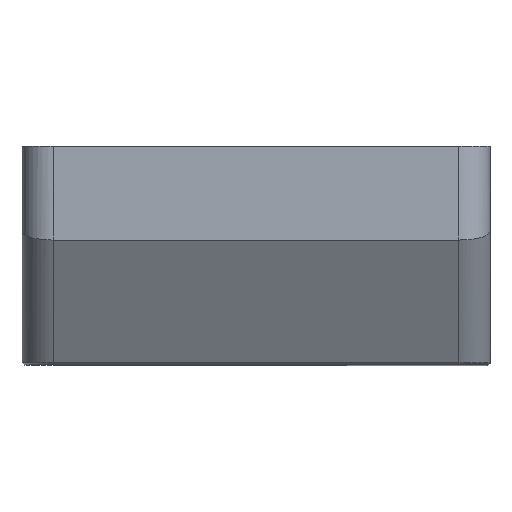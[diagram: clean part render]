
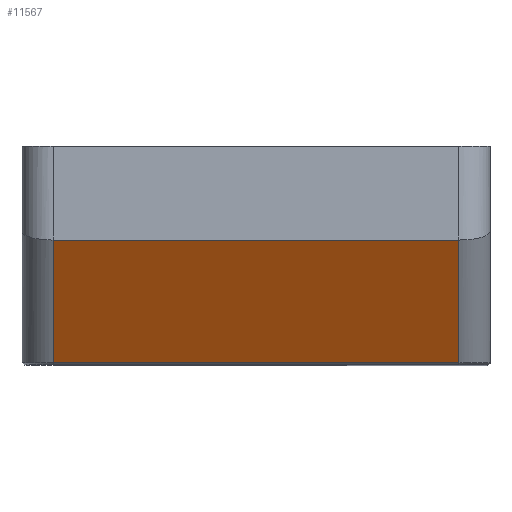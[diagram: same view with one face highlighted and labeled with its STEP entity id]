
A CAD part, top view. The second image highlights one B-rep face of the part: STEP entity #11567.
In plain terms, the highlighted planar face has unit normal (0, -0.5, 0.866).
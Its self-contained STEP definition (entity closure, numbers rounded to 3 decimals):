
#10823 = VERTEX_POINT('',#10824);
#10824 = CARTESIAN_POINT('',(67.848,-18.054,
    17.653));
#10841 = CYLINDRICAL_SURFACE('',#10842,5.);
#10842 = AXIS2_PLACEMENT_3D('',#10843,#10844,#10845);
#10843 = CARTESIAN_POINT('',(67.848,-17.493,
    12.203));
#10844 = DIRECTION('',(0.,0.866,0.5));
#10845 = DIRECTION('',(0.707,-0.354,0.612));
#10890 = PLANE('',#10891);
#10891 = AXIS2_PLACEMENT_3D('',#10892,#10893,#10894);
#10892 = CARTESIAN_POINT('',(33.577,-18.227,
    17.353));
#10893 = DIRECTION('',(0.,-0.866,0.5));
#10894 = DIRECTION('',(0.,-0.5,-0.866));
#10933 = EDGE_CURVE('',#10823,#10934,#10936,.T.);
#10934 = VERTEX_POINT('',#10935);
#10935 = CARTESIAN_POINT('',(2.848,-18.054,
    17.653));
#10936 = SURFACE_CURVE('',#10937,(#10941,#10948),.PCURVE_S1.);
#10937 = LINE('',#10938,#10939);
#10938 = CARTESIAN_POINT('',(33.577,-18.054,
    17.653));
#10939 = VECTOR('',#10940,1.);
#10940 = DIRECTION('',(-1.,0.,0.));
#10941 = PCURVE('',#10890,#10942);
#10942 = DEFINITIONAL_REPRESENTATION('',(#10943),#10947);
#10943 = LINE('',#10944,#10945);
#10944 = CARTESIAN_POINT('',(-0.346,0.));
#10945 = VECTOR('',#10946,1.);
#10946 = DIRECTION('',(0.,-1.));
#10947 = ( GEOMETRIC_REPRESENTATION_CONTEXT(2) 
PARAMETRIC_REPRESENTATION_CONTEXT() REPRESENTATION_CONTEXT('2D SPACE',''
  ) );
#10948 = PCURVE('',#10949,#10954);
#10949 = PLANE('',#10950);
#10950 = AXIS2_PLACEMENT_3D('',#10951,#10952,#10953);
#10951 = CARTESIAN_POINT('',(21.667,-8.4,
    23.226));
#10952 = DIRECTION('',(0.,-0.5,0.866));
#10953 = DIRECTION('',(1.,0.,0.));
#10954 = DEFINITIONAL_REPRESENTATION('',(#10955),#10959);
#10955 = LINE('',#10956,#10957);
#10956 = CARTESIAN_POINT('',(11.91,-11.147));
#10957 = VECTOR('',#10958,1.);
#10958 = DIRECTION('',(-1.,0.));
#10959 = ( GEOMETRIC_REPRESENTATION_CONTEXT(2) 
PARAMETRIC_REPRESENTATION_CONTEXT() REPRESENTATION_CONTEXT('2D SPACE',''
  ) );
#11100 = CYLINDRICAL_SURFACE('',#11101,5.);
#11101 = AXIS2_PLACEMENT_3D('',#11102,#11103,#11104);
#11102 = CARTESIAN_POINT('',(2.848,-14.679,
    13.828));
#11103 = DIRECTION('',(0.,-0.866,-0.5));
#11104 = DIRECTION('',(-0.707,-0.354,0.612));
#11478 = EDGE_CURVE('',#10934,#11479,#11481,.T.);
#11479 = VERTEX_POINT('',#11480);
#11480 = CARTESIAN_POINT('',(2.848,1.6,29.));
#11481 = SURFACE_CURVE('',#11482,(#11486,#11493),.PCURVE_S1.);
#11482 = LINE('',#11483,#11484);
#11483 = CARTESIAN_POINT('',(2.848,-17.179,
    18.158));
#11484 = VECTOR('',#11485,1.);
#11485 = DIRECTION('',(0.,0.866,0.5));
#11486 = PCURVE('',#11100,#11487);
#11487 = DEFINITIONAL_REPRESENTATION('',(#11488),#11492);
#11488 = LINE('',#11489,#11490);
#11489 = CARTESIAN_POINT('',(-0.785,0.));
#11490 = VECTOR('',#11491,1.);
#11491 = DIRECTION('',(0.,-1.));
#11492 = ( GEOMETRIC_REPRESENTATION_CONTEXT(2) 
PARAMETRIC_REPRESENTATION_CONTEXT() REPRESENTATION_CONTEXT('2D SPACE',''
  ) );
#11493 = PCURVE('',#10949,#11494);
#11494 = DEFINITIONAL_REPRESENTATION('',(#11495),#11499);
#11495 = LINE('',#11496,#11497);
#11496 = CARTESIAN_POINT('',(-18.82,-10.137));
#11497 = VECTOR('',#11498,1.);
#11498 = DIRECTION('',(0.,1.));
#11499 = ( GEOMETRIC_REPRESENTATION_CONTEXT(2) 
PARAMETRIC_REPRESENTATION_CONTEXT() REPRESENTATION_CONTEXT('2D SPACE',''
  ) );
#11567 = ADVANCED_FACE('',(#11568),#10949,.T.);
#11568 = FACE_BOUND('',#11569,.T.);
#11569 = EDGE_LOOP('',(#11570,#11571,#11594,#11620));
#11570 = ORIENTED_EDGE('',*,*,#10933,.F.);
#11571 = ORIENTED_EDGE('',*,*,#11572,.F.);
#11572 = EDGE_CURVE('',#11573,#10823,#11575,.T.);
#11573 = VERTEX_POINT('',#11574);
#11574 = CARTESIAN_POINT('',(67.848,1.6,29.));
#11575 = SURFACE_CURVE('',#11576,(#11580,#11587),.PCURVE_S1.);
#11576 = LINE('',#11577,#11578);
#11577 = CARTESIAN_POINT('',(67.848,-19.993,
    16.533));
#11578 = VECTOR('',#11579,1.);
#11579 = DIRECTION('',(0.,-0.866,-0.5));
#11580 = PCURVE('',#10949,#11581);
#11581 = DEFINITIONAL_REPRESENTATION('',(#11582),#11586);
#11582 = LINE('',#11583,#11584);
#11583 = CARTESIAN_POINT('',(46.18,-13.387));
#11584 = VECTOR('',#11585,1.);
#11585 = DIRECTION('',(0.,-1.));
#11586 = ( GEOMETRIC_REPRESENTATION_CONTEXT(2) 
PARAMETRIC_REPRESENTATION_CONTEXT() REPRESENTATION_CONTEXT('2D SPACE',''
  ) );
#11587 = PCURVE('',#10841,#11588);
#11588 = DEFINITIONAL_REPRESENTATION('',(#11589),#11593);
#11589 = LINE('',#11590,#11591);
#11590 = CARTESIAN_POINT('',(5.498,0.));
#11591 = VECTOR('',#11592,1.);
#11592 = DIRECTION('',(0.,-1.));
#11593 = ( GEOMETRIC_REPRESENTATION_CONTEXT(2) 
PARAMETRIC_REPRESENTATION_CONTEXT() REPRESENTATION_CONTEXT('2D SPACE',''
  ) );
#11594 = ORIENTED_EDGE('',*,*,#11595,.T.);
#11595 = EDGE_CURVE('',#11573,#11479,#11596,.T.);
#11596 = SURFACE_CURVE('',#11597,(#11601,#11608),.PCURVE_S1.);
#11597 = LINE('',#11598,#11599);
#11598 = CARTESIAN_POINT('',(21.667,1.6,29.));
#11599 = VECTOR('',#11600,1.);
#11600 = DIRECTION('',(-1.,0.,0.));
#11601 = PCURVE('',#10949,#11602);
#11602 = DEFINITIONAL_REPRESENTATION('',(#11603),#11607);
#11603 = LINE('',#11604,#11605);
#11604 = CARTESIAN_POINT('',(0.,11.547));
#11605 = VECTOR('',#11606,1.);
#11606 = DIRECTION('',(-1.,0.));
#11607 = ( GEOMETRIC_REPRESENTATION_CONTEXT(2) 
PARAMETRIC_REPRESENTATION_CONTEXT() REPRESENTATION_CONTEXT('2D SPACE',''
  ) );
#11608 = PCURVE('',#11609,#11614);
#11609 = PLANE('',#11610);
#11610 = AXIS2_PLACEMENT_3D('',#11611,#11612,#11613);
#11611 = CARTESIAN_POINT('',(-2.152,-18.4,29.));
#11612 = DIRECTION('',(0.,0.,1.));
#11613 = DIRECTION('',(1.,0.,0.));
#11614 = DEFINITIONAL_REPRESENTATION('',(#11615),#11619);
#11615 = LINE('',#11616,#11617);
#11616 = CARTESIAN_POINT('',(23.82,20.));
#11617 = VECTOR('',#11618,1.);
#11618 = DIRECTION('',(-1.,0.));
#11619 = ( GEOMETRIC_REPRESENTATION_CONTEXT(2) 
PARAMETRIC_REPRESENTATION_CONTEXT() REPRESENTATION_CONTEXT('2D SPACE',''
  ) );
#11620 = ORIENTED_EDGE('',*,*,#11478,.F.);
